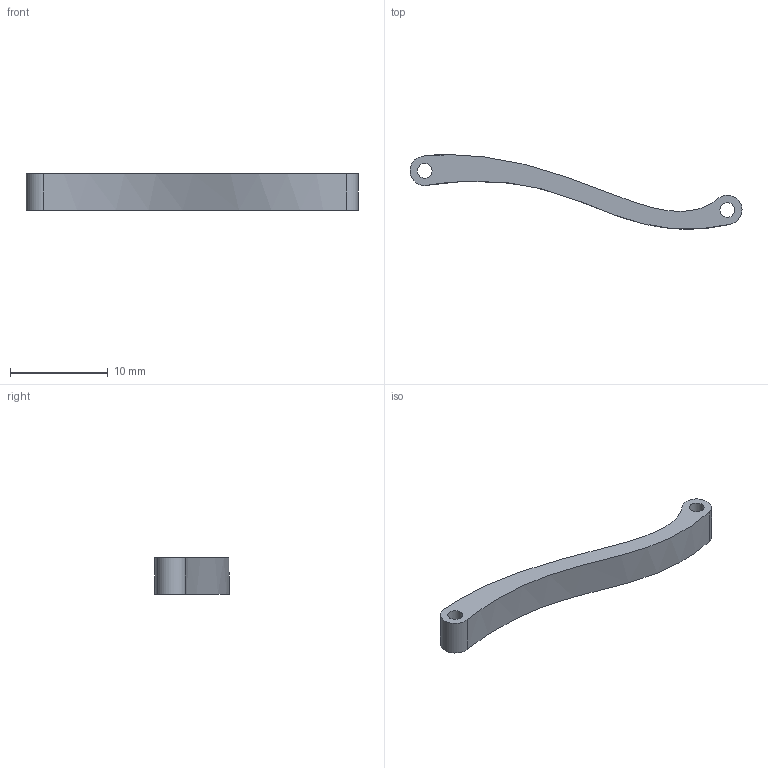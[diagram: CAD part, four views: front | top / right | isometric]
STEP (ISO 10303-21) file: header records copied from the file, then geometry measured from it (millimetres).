
FILE_DESCRIPTION(/* description */ (''),/* implementation_level */ '2;1');
FILE_NAME(/* name */ 'linkage v7.stp',/* time_stamp */ '2022-06-18T23:04:32+02:00',/* author */ (''),/* organization */ (''),/* preprocessor_version */ 'ST-DEVELOPER v19',/* originating_system */ 'Autodesk Translation Framework v11.7.0.108',/* authorisation */ '');
FILE_SCHEMA (('AUTOMOTIVE_DESIGN { 1 0 10303 214 3 1 1 }'));
Length unit declared in the file: millimetre
Products named in the file (1): linkage
Bounding box: 33.94 x 7.62 x 3.7 mm (x, y, z)
Volume: 268 mm3; surface area: 451 mm2
Topology: 1 solids, 1 shells, 9 faces, 21 edges, 14 vertices
Faces by surface type: cylinder 4, bspline 3, plane 2
Full cylindrical faces by diameter (mm): 1.5 x2
Entity records: 703 total; most frequent: CARTESIAN_POINT 464, ORIENTED_EDGE 42, DIRECTION 37, EDGE_CURVE 21, AXIS2_PLACEMENT_3D 15, VERTEX_POINT 14, EDGE_LOOP 13, FACE_OUTER_BOUND 9
